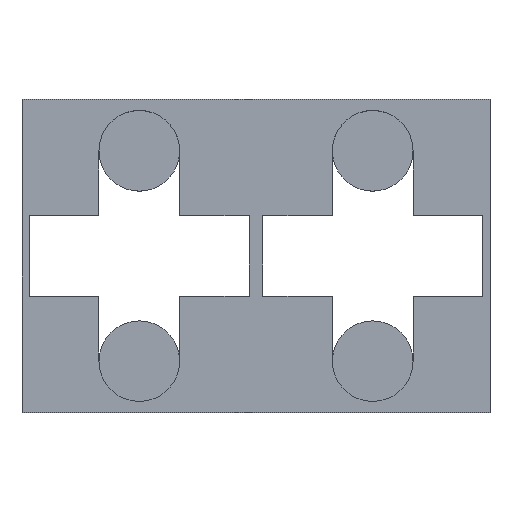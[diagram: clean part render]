
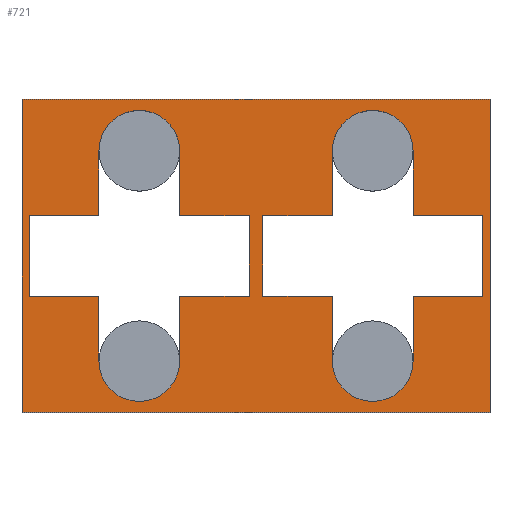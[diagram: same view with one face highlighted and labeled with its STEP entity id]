
A CAD part, top view. The second image highlights one B-rep face of the part: STEP entity #721.
In plain terms, the highlighted planar face has unit normal (0, 0, 1).
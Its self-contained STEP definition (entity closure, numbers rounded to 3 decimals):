
#15=FACE_BOUND('',#124,.T.);
#16=FACE_BOUND('',#125,.T.);
#47=PLANE('',#789);
#85=FACE_OUTER_BOUND('',#123,.T.);
#123=EDGE_LOOP('',(#621,#622,#623,#624));
#124=EDGE_LOOP('',(#625,#626,#627,#628,#629,#630,#631,#632,#633,#634,#635,
#636));
#125=EDGE_LOOP('',(#637,#638,#639,#640,#641,#642,#643,#644,#645,#646,#647,
#648));
#135=CIRCLE('',#748,11.);
#142=CIRCLE('',#760,11.);
#143=CIRCLE('',#767,11.);
#144=CIRCLE('',#779,11.);
#158=LINE('',#1046,#242);
#161=LINE('',#1052,#245);
#164=LINE('',#1058,#248);
#167=LINE('',#1064,#251);
#170=LINE('',#1069,#254);
#174=LINE('',#1079,#258);
#177=LINE('',#1085,#261);
#180=LINE('',#1091,#264);
#183=LINE('',#1097,#267);
#186=LINE('',#1101,#270);
#188=LINE('',#1106,#272);
#191=LINE('',#1112,#275);
#194=LINE('',#1118,#278);
#197=LINE('',#1124,#281);
#200=LINE('',#1129,#284);
#204=LINE('',#1139,#288);
#207=LINE('',#1145,#291);
#210=LINE('',#1151,#294);
#213=LINE('',#1157,#297);
#216=LINE('',#1161,#300);
#219=LINE('',#1169,#303);
#222=LINE('',#1175,#306);
#225=LINE('',#1181,#309);
#228=LINE('',#1185,#312);
#242=VECTOR('',#856,10.);
#245=VECTOR('',#861,10.);
#248=VECTOR('',#866,10.);
#251=VECTOR('',#871,10.);
#254=VECTOR('',#876,10.);
#258=VECTOR('',#886,10.);
#261=VECTOR('',#891,10.);
#264=VECTOR('',#896,10.);
#267=VECTOR('',#901,10.);
#270=VECTOR('',#906,10.);
#272=VECTOR('',#910,10.);
#275=VECTOR('',#915,10.);
#278=VECTOR('',#920,10.);
#281=VECTOR('',#925,10.);
#284=VECTOR('',#930,10.);
#288=VECTOR('',#940,10.);
#291=VECTOR('',#945,10.);
#294=VECTOR('',#950,10.);
#297=VECTOR('',#955,10.);
#300=VECTOR('',#960,10.);
#303=VECTOR('',#965,10.);
#306=VECTOR('',#970,10.);
#309=VECTOR('',#975,10.);
#312=VECTOR('',#980,10.);
#321=VERTEX_POINT('',#1009);
#322=VERTEX_POINT('',#1011);
#331=VERTEX_POINT('',#1037);
#332=VERTEX_POINT('',#1039);
#334=VERTEX_POINT('',#1045);
#336=VERTEX_POINT('',#1051);
#338=VERTEX_POINT('',#1057);
#340=VERTEX_POINT('',#1063);
#341=VERTEX_POINT('',#1068);
#342=VERTEX_POINT('',#1072);
#344=VERTEX_POINT('',#1078);
#346=VERTEX_POINT('',#1084);
#348=VERTEX_POINT('',#1090);
#350=VERTEX_POINT('',#1096);
#352=VERTEX_POINT('',#1105);
#354=VERTEX_POINT('',#1111);
#356=VERTEX_POINT('',#1117);
#358=VERTEX_POINT('',#1123);
#359=VERTEX_POINT('',#1128);
#360=VERTEX_POINT('',#1132);
#362=VERTEX_POINT('',#1138);
#364=VERTEX_POINT('',#1144);
#366=VERTEX_POINT('',#1150);
#368=VERTEX_POINT('',#1156);
#371=VERTEX_POINT('',#1166);
#372=VERTEX_POINT('',#1168);
#374=VERTEX_POINT('',#1174);
#376=VERTEX_POINT('',#1180);
#388=EDGE_CURVE('',#322,#321,#135,.T.);
#401=EDGE_CURVE('',#332,#331,#142,.T.);
#404=EDGE_CURVE('',#334,#322,#158,.T.);
#407=EDGE_CURVE('',#336,#334,#161,.T.);
#410=EDGE_CURVE('',#338,#336,#164,.T.);
#413=EDGE_CURVE('',#340,#338,#167,.T.);
#416=EDGE_CURVE('',#341,#340,#170,.T.);
#418=EDGE_CURVE('',#342,#341,#143,.T.);
#421=EDGE_CURVE('',#344,#342,#174,.T.);
#424=EDGE_CURVE('',#346,#344,#177,.T.);
#427=EDGE_CURVE('',#348,#346,#180,.T.);
#430=EDGE_CURVE('',#350,#348,#183,.T.);
#433=EDGE_CURVE('',#321,#350,#186,.T.);
#435=EDGE_CURVE('',#352,#332,#188,.T.);
#438=EDGE_CURVE('',#354,#352,#191,.T.);
#441=EDGE_CURVE('',#356,#354,#194,.T.);
#444=EDGE_CURVE('',#358,#356,#197,.T.);
#447=EDGE_CURVE('',#359,#358,#200,.T.);
#449=EDGE_CURVE('',#360,#359,#144,.T.);
#452=EDGE_CURVE('',#362,#360,#204,.T.);
#455=EDGE_CURVE('',#364,#362,#207,.T.);
#458=EDGE_CURVE('',#366,#364,#210,.T.);
#461=EDGE_CURVE('',#368,#366,#213,.T.);
#464=EDGE_CURVE('',#331,#368,#216,.T.);
#467=EDGE_CURVE('',#372,#371,#219,.T.);
#470=EDGE_CURVE('',#374,#372,#222,.T.);
#473=EDGE_CURVE('',#376,#374,#225,.T.);
#476=EDGE_CURVE('',#371,#376,#228,.T.);
#621=ORIENTED_EDGE('',*,*,#476,.T.);
#622=ORIENTED_EDGE('',*,*,#473,.T.);
#623=ORIENTED_EDGE('',*,*,#470,.T.);
#624=ORIENTED_EDGE('',*,*,#467,.T.);
#625=ORIENTED_EDGE('',*,*,#464,.T.);
#626=ORIENTED_EDGE('',*,*,#461,.T.);
#627=ORIENTED_EDGE('',*,*,#458,.T.);
#628=ORIENTED_EDGE('',*,*,#455,.T.);
#629=ORIENTED_EDGE('',*,*,#452,.T.);
#630=ORIENTED_EDGE('',*,*,#449,.T.);
#631=ORIENTED_EDGE('',*,*,#447,.T.);
#632=ORIENTED_EDGE('',*,*,#444,.T.);
#633=ORIENTED_EDGE('',*,*,#441,.T.);
#634=ORIENTED_EDGE('',*,*,#438,.T.);
#635=ORIENTED_EDGE('',*,*,#435,.T.);
#636=ORIENTED_EDGE('',*,*,#401,.T.);
#637=ORIENTED_EDGE('',*,*,#433,.T.);
#638=ORIENTED_EDGE('',*,*,#430,.T.);
#639=ORIENTED_EDGE('',*,*,#427,.T.);
#640=ORIENTED_EDGE('',*,*,#424,.T.);
#641=ORIENTED_EDGE('',*,*,#421,.T.);
#642=ORIENTED_EDGE('',*,*,#418,.T.);
#643=ORIENTED_EDGE('',*,*,#416,.T.);
#644=ORIENTED_EDGE('',*,*,#413,.T.);
#645=ORIENTED_EDGE('',*,*,#410,.T.);
#646=ORIENTED_EDGE('',*,*,#407,.T.);
#647=ORIENTED_EDGE('',*,*,#404,.T.);
#648=ORIENTED_EDGE('',*,*,#388,.T.);
#721=ADVANCED_FACE('',(#85,#15,#16),#47,.T.);
#748=AXIS2_PLACEMENT_3D('',#1012,#820,#821);
#760=AXIS2_PLACEMENT_3D('',#1040,#850,#851);
#767=AXIS2_PLACEMENT_3D('',#1073,#880,#881);
#779=AXIS2_PLACEMENT_3D('',#1133,#934,#935);
#789=AXIS2_PLACEMENT_3D('',#1186,#981,#982);
#820=DIRECTION('center_axis',(0.,0.,-1.));
#821=DIRECTION('ref_axis',(1.,0.,0.));
#850=DIRECTION('center_axis',(0.,0.,-1.));
#851=DIRECTION('ref_axis',(1.,0.,0.));
#856=DIRECTION('',(0.,1.,0.));
#861=DIRECTION('',(1.,0.,0.));
#866=DIRECTION('',(0.,1.,0.));
#871=DIRECTION('',(-1.,0.,0.));
#876=DIRECTION('',(0.,1.,0.));
#880=DIRECTION('center_axis',(0.,0.,-1.));
#881=DIRECTION('ref_axis',(1.,0.,0.));
#886=DIRECTION('',(0.,-1.,0.));
#891=DIRECTION('',(-1.,0.,0.));
#896=DIRECTION('',(0.,-1.,0.));
#901=DIRECTION('',(1.,0.,0.));
#906=DIRECTION('',(0.,-1.,0.));
#910=DIRECTION('',(0.,1.,0.));
#915=DIRECTION('',(1.,0.,0.));
#920=DIRECTION('',(0.,1.,0.));
#925=DIRECTION('',(-1.,0.,0.));
#930=DIRECTION('',(0.,1.,0.));
#934=DIRECTION('center_axis',(0.,0.,-1.));
#935=DIRECTION('ref_axis',(1.,0.,0.));
#940=DIRECTION('',(0.,-1.,0.));
#945=DIRECTION('',(-1.,0.,0.));
#950=DIRECTION('',(0.,-1.,0.));
#955=DIRECTION('',(1.,0.,0.));
#960=DIRECTION('',(0.,-1.,0.));
#965=DIRECTION('',(-1.,0.,0.));
#970=DIRECTION('',(0.,1.,0.));
#975=DIRECTION('',(1.,0.,0.));
#980=DIRECTION('',(0.,-1.,0.));
#981=DIRECTION('center_axis',(0.,0.,1.));
#982=DIRECTION('ref_axis',(1.,0.,0.));
#1009=CARTESIAN_POINT('',(43.,71.4,20.));
#1011=CARTESIAN_POINT('',(21.,71.4,20.));
#1012=CARTESIAN_POINT('Origin',(32.,71.4,20.));
#1037=CARTESIAN_POINT('',(106.7,71.4,20.));
#1039=CARTESIAN_POINT('',(84.7,71.4,20.));
#1040=CARTESIAN_POINT('Origin',(95.7,71.4,20.));
#1045=CARTESIAN_POINT('',(21.,53.7,20.));
#1046=CARTESIAN_POINT('',(21.,53.7,20.));
#1051=CARTESIAN_POINT('',(2.,53.7,20.));
#1052=CARTESIAN_POINT('',(2.,53.7,20.));
#1057=CARTESIAN_POINT('',(2.,31.7,20.));
#1058=CARTESIAN_POINT('',(2.,31.7,20.));
#1063=CARTESIAN_POINT('',(21.,31.7,20.));
#1064=CARTESIAN_POINT('',(62.,31.7,20.));
#1068=CARTESIAN_POINT('',(21.,14.,20.));
#1069=CARTESIAN_POINT('',(21.,31.7,20.));
#1072=CARTESIAN_POINT('',(43.,14.,20.));
#1073=CARTESIAN_POINT('Origin',(32.,14.,20.));
#1078=CARTESIAN_POINT('',(43.,31.7,20.));
#1079=CARTESIAN_POINT('',(43.,31.7,20.));
#1084=CARTESIAN_POINT('',(62.,31.7,20.));
#1085=CARTESIAN_POINT('',(62.,31.7,20.));
#1090=CARTESIAN_POINT('',(62.,53.7,20.));
#1091=CARTESIAN_POINT('',(62.,53.7,20.));
#1096=CARTESIAN_POINT('',(43.,53.7,20.));
#1097=CARTESIAN_POINT('',(2.,53.7,20.));
#1101=CARTESIAN_POINT('',(43.,53.7,20.));
#1105=CARTESIAN_POINT('',(84.7,53.7,20.));
#1106=CARTESIAN_POINT('',(84.7,53.7,20.));
#1111=CARTESIAN_POINT('',(65.7,53.7,20.));
#1112=CARTESIAN_POINT('',(65.7,53.7,20.));
#1117=CARTESIAN_POINT('',(65.7,31.7,20.));
#1118=CARTESIAN_POINT('',(65.7,31.7,20.));
#1123=CARTESIAN_POINT('',(84.7,31.7,20.));
#1124=CARTESIAN_POINT('',(125.7,31.7,20.));
#1128=CARTESIAN_POINT('',(84.7,14.,20.));
#1129=CARTESIAN_POINT('',(84.7,31.7,20.));
#1132=CARTESIAN_POINT('',(106.7,14.,20.));
#1133=CARTESIAN_POINT('Origin',(95.7,14.,20.));
#1138=CARTESIAN_POINT('',(106.7,31.7,20.));
#1139=CARTESIAN_POINT('',(106.7,31.7,20.));
#1144=CARTESIAN_POINT('',(125.7,31.7,20.));
#1145=CARTESIAN_POINT('',(125.7,31.7,20.));
#1150=CARTESIAN_POINT('',(125.7,53.7,20.));
#1151=CARTESIAN_POINT('',(125.7,53.7,20.));
#1156=CARTESIAN_POINT('',(106.7,53.7,20.));
#1157=CARTESIAN_POINT('',(65.7,53.7,20.));
#1161=CARTESIAN_POINT('',(106.7,53.7,20.));
#1166=CARTESIAN_POINT('',(0.,85.4,20.));
#1168=CARTESIAN_POINT('',(127.7,85.4,20.));
#1169=CARTESIAN_POINT('',(127.7,85.4,20.));
#1174=CARTESIAN_POINT('',(127.7,0.,20.));
#1175=CARTESIAN_POINT('',(127.7,0.,20.));
#1180=CARTESIAN_POINT('',(0.,0.,20.));
#1181=CARTESIAN_POINT('',(0.,0.,20.));
#1185=CARTESIAN_POINT('',(0.,85.4,20.));
#1186=CARTESIAN_POINT('Origin',(63.85,42.7,20.));
